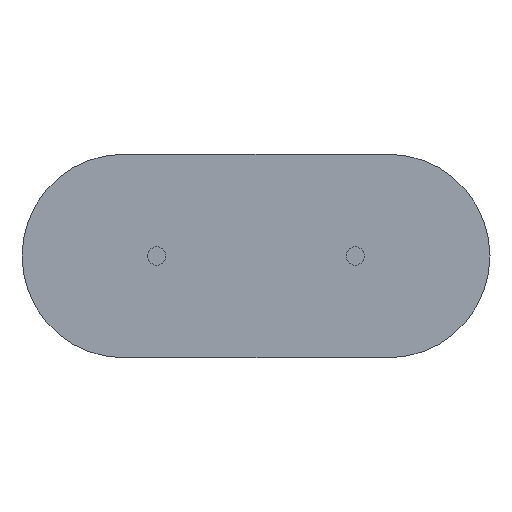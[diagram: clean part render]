
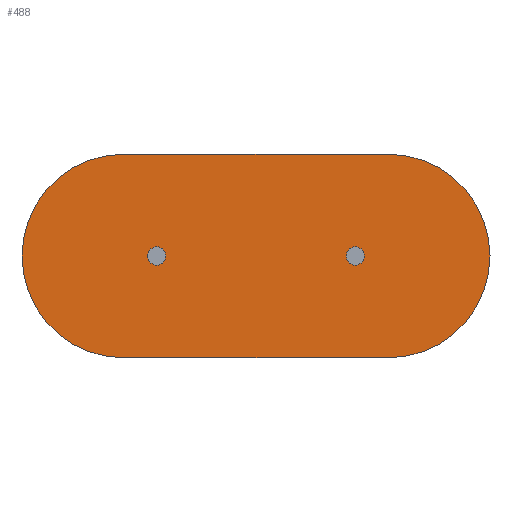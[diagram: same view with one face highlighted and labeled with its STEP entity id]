
A CAD part, front view. The second image highlights one B-rep face of the part: STEP entity #488.
In plain terms, the highlighted planar face has unit normal (0, -1, 0).
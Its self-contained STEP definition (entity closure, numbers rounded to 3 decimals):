
#14 = EDGE_CURVE ( 'NONE', #429, #159, #481, .T. ) ;
#18 = DIRECTION ( 'NONE',  ( 0., 1., 0. ) ) ;
#22 = CIRCLE ( 'NONE', #562, 0.225 ) ;
#35 = EDGE_CURVE ( 'NONE', #302, #37, #561, .T. ) ;
#37 = VERTEX_POINT ( 'NONE', #240 ) ;
#44 = CIRCLE ( 'NONE', #128, 0.225 ) ;
#47 = PLANE ( 'NONE',  #310 ) ;
#62 = DIRECTION ( 'NONE',  ( 0., 0., 1. ) ) ;
#65 = CARTESIAN_POINT ( 'NONE',  ( -3.25, 0., -2.5 ) ) ;
#71 = EDGE_CURVE ( 'NONE', #37, #429, #185, .T. ) ;
#78 = EDGE_CURVE ( 'NONE', #424, #153, #135, .T. ) ;
#91 = CARTESIAN_POINT ( 'NONE',  ( -3.25, 0., 0. ) ) ;
#93 = AXIS2_PLACEMENT_3D ( 'NONE', #105, #564, #200 ) ;
#95 = ORIENTED_EDGE ( 'NONE', *, *, #35, .F. ) ;
#96 = CARTESIAN_POINT ( 'NONE',  ( 3.25, 0., 0. ) ) ;
#98 = ORIENTED_EDGE ( 'NONE', *, *, #273, .F. ) ;
#99 = CARTESIAN_POINT ( 'NONE',  ( -3.25, 0., 0. ) ) ;
#105 = CARTESIAN_POINT ( 'NONE',  ( 2.44, 0., 0. ) ) ;
#128 = AXIS2_PLACEMENT_3D ( 'NONE', #239, #142, #134 ) ;
#129 = CARTESIAN_POINT ( 'NONE',  ( -3.25, 0., 2.5 ) ) ;
#134 = DIRECTION ( 'NONE',  ( 0., 0., 1. ) ) ;
#135 = CIRCLE ( 'NONE', #341, 0.225 ) ;
#142 = DIRECTION ( 'NONE',  ( 0., -1., 0. ) ) ;
#145 = ORIENTED_EDGE ( 'NONE', *, *, #78, .F. ) ;
#153 = VERTEX_POINT ( 'NONE', #168 ) ;
#155 = ORIENTED_EDGE ( 'NONE', *, *, #14, .F. ) ;
#158 = EDGE_LOOP ( 'NONE', ( #291, #145 ) ) ;
#159 = VERTEX_POINT ( 'NONE', #65 ) ;
#162 = DIRECTION ( 'NONE',  ( 1., 0., 0. ) ) ;
#168 = CARTESIAN_POINT ( 'NONE',  ( 2.44, 0., 0.225 ) ) ;
#185 = CIRCLE ( 'NONE', #598, 2.5 ) ;
#197 = DIRECTION ( 'NONE',  ( 0., 0., -1. ) ) ;
#200 = DIRECTION ( 'NONE',  ( 0., 0., 1. ) ) ;
#225 = DIRECTION ( 'NONE',  ( 0., 0., 1. ) ) ;
#238 = VERTEX_POINT ( 'NONE', #308 ) ;
#239 = CARTESIAN_POINT ( 'NONE',  ( -2.44, 0., 0. ) ) ;
#240 = CARTESIAN_POINT ( 'NONE',  ( 3.25, 0., 2.5 ) ) ;
#273 = EDGE_CURVE ( 'NONE', #159, #302, #550, .T. ) ;
#283 = DIRECTION ( 'NONE',  ( 0., 1., 0. ) ) ;
#287 = DIRECTION ( 'NONE',  ( 0., 0., 1. ) ) ;
#291 = ORIENTED_EDGE ( 'NONE', *, *, #469, .F. ) ;
#302 = VERTEX_POINT ( 'NONE', #129 ) ;
#308 = CARTESIAN_POINT ( 'NONE',  ( -2.44, 0., -0.225 ) ) ;
#310 = AXIS2_PLACEMENT_3D ( 'NONE', #99, #18, #287 ) ;
#321 = CIRCLE ( 'NONE', #93, 0.225 ) ;
#327 = CARTESIAN_POINT ( 'NONE',  ( 3.25, 0., -2.5 ) ) ;
#329 = CARTESIAN_POINT ( 'NONE',  ( -2.44, 0., 0. ) ) ;
#335 = FACE_BOUND ( 'NONE', #414, .T. ) ;
#341 = AXIS2_PLACEMENT_3D ( 'NONE', #421, #518, #382 ) ;
#342 = AXIS2_PLACEMENT_3D ( 'NONE', #91, #452, #225 ) ;
#345 = DIRECTION ( 'NONE',  ( 0., -1., 0. ) ) ;
#347 = DIRECTION ( 'NONE',  ( -1., 0., 0. ) ) ;
#382 = DIRECTION ( 'NONE',  ( 0., 0., 1. ) ) ;
#414 = EDGE_LOOP ( 'NONE', ( #487, #527 ) ) ;
#421 = CARTESIAN_POINT ( 'NONE',  ( 2.44, 0., 0. ) ) ;
#424 = VERTEX_POINT ( 'NONE', #570 ) ;
#428 = FACE_BOUND ( 'NONE', #158, .T. ) ;
#429 = VERTEX_POINT ( 'NONE', #327 ) ;
#431 = VECTOR ( 'NONE', #162, 1000. ) ;
#450 = EDGE_LOOP ( 'NONE', ( #98, #155, #455, #95 ) ) ;
#452 = DIRECTION ( 'NONE',  ( 0., 1., 0. ) ) ;
#455 = ORIENTED_EDGE ( 'NONE', *, *, #71, .F. ) ;
#461 = CARTESIAN_POINT ( 'NONE',  ( -3.25, 0., -2.5 ) ) ;
#469 = EDGE_CURVE ( 'NONE', #153, #424, #321, .T. ) ;
#481 = LINE ( 'NONE', #461, #533 ) ;
#487 = ORIENTED_EDGE ( 'NONE', *, *, #554, .F. ) ;
#488 = ADVANCED_FACE ( 'NONE', ( #428, #335, #517 ), #47, .F. ) ;
#502 = EDGE_CURVE ( 'NONE', #238, #559, #44, .T. ) ;
#515 = CARTESIAN_POINT ( 'NONE',  ( -2.44, 0., 0.225 ) ) ;
#517 = FACE_OUTER_BOUND ( 'NONE', #450, .T. ) ;
#518 = DIRECTION ( 'NONE',  ( 0., -1., 0. ) ) ;
#527 = ORIENTED_EDGE ( 'NONE', *, *, #502, .F. ) ;
#533 = VECTOR ( 'NONE', #347, 1000. ) ;
#550 = CIRCLE ( 'NONE', #342, 2.5 ) ;
#554 = EDGE_CURVE ( 'NONE', #559, #238, #22, .T. ) ;
#559 = VERTEX_POINT ( 'NONE', #515 ) ;
#561 = LINE ( 'NONE', #565, #431 ) ;
#562 = AXIS2_PLACEMENT_3D ( 'NONE', #329, #345, #62 ) ;
#564 = DIRECTION ( 'NONE',  ( 0., -1., 0. ) ) ;
#565 = CARTESIAN_POINT ( 'NONE',  ( -3.25, 0., 2.5 ) ) ;
#570 = CARTESIAN_POINT ( 'NONE',  ( 2.44, 0., -0.225 ) ) ;
#598 = AXIS2_PLACEMENT_3D ( 'NONE', #96, #283, #197 ) ;
